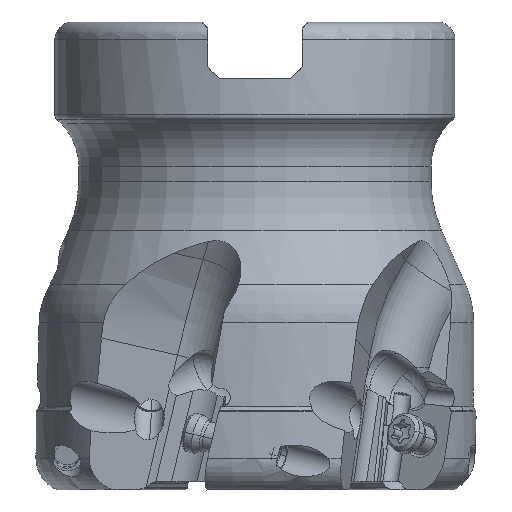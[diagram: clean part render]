
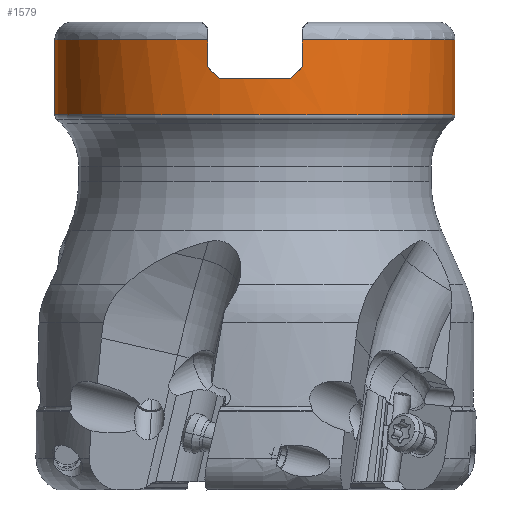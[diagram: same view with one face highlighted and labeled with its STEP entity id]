
A CAD part, front view. The second image highlights one B-rep face of the part: STEP entity #1579.
In plain terms, the highlighted cylindrical face has radius 16.77 mm (diameter 33.54 mm), a partial arc.
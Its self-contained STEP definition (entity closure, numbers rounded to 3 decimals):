
#296=CYLINDRICAL_SURFACE('',#10208,16.77);
#625=FACE_OUTER_BOUND('',#2322,.T.);
#1228=B_SPLINE_CURVE_WITH_KNOTS('',3,(#18051,#18052,#18053,#18054),
 .UNSPECIFIED.,.F.,.F.,(4,4),(0.,1.),.UNSPECIFIED.);
#1229=B_SPLINE_CURVE_WITH_KNOTS('',3,(#18058,#18059,#18060,#18061),
 .UNSPECIFIED.,.F.,.F.,(4,4),(0.,1.),.UNSPECIFIED.);
#1579=ADVANCED_FACE('',(#625),#296,.T.);
#2322=EDGE_LOOP('',(#4585,#4586,#4587,#4588,#4589,#4590,#4591,#4592,#4593,
#4594));
#2974=CIRCLE('',#10196,16.77);
#2979=CIRCLE('',#10205,16.77);
#2980=CIRCLE('',#10206,16.77);
#2981=CIRCLE('',#10207,16.77);
#4585=ORIENTED_EDGE('',*,*,#8008,.T.);
#4586=ORIENTED_EDGE('',*,*,#8009,.T.);
#4587=ORIENTED_EDGE('',*,*,#8010,.T.);
#4588=ORIENTED_EDGE('',*,*,#8011,.F.);
#4589=ORIENTED_EDGE('',*,*,#8012,.F.);
#4590=ORIENTED_EDGE('',*,*,#8013,.F.);
#4591=ORIENTED_EDGE('',*,*,#7982,.T.);
#4592=ORIENTED_EDGE('',*,*,#8014,.T.);
#4593=ORIENTED_EDGE('',*,*,#7980,.T.);
#4594=ORIENTED_EDGE('',*,*,#7992,.T.);
#6787=VERTEX_POINT('',#17942);
#6788=VERTEX_POINT('',#17943);
#6789=VERTEX_POINT('',#17945);
#6790=VERTEX_POINT('',#17947);
#6798=VERTEX_POINT('',#17989);
#6810=VERTEX_POINT('',#18048);
#6811=VERTEX_POINT('',#18055);
#6812=VERTEX_POINT('',#18057);
#6813=VERTEX_POINT('',#18062);
#6814=VERTEX_POINT('',#18064);
#7980=EDGE_CURVE('',#6787,#6788,#8870,.T.);
#7982=EDGE_CURVE('',#6790,#6789,#8871,.T.);
#7992=EDGE_CURVE('',#6788,#6798,#2974,.T.);
#8008=EDGE_CURVE('',#6798,#6810,#8881,.T.);
#8009=EDGE_CURVE('',#6810,#6811,#1228,.T.);
#8010=EDGE_CURVE('',#6811,#6812,#2979,.T.);
#8011=EDGE_CURVE('',#6813,#6812,#1229,.T.);
#8012=EDGE_CURVE('',#6814,#6813,#8882,.T.);
#8013=EDGE_CURVE('',#6790,#6814,#2980,.T.);
#8014=EDGE_CURVE('',#6789,#6787,#2981,.T.);
#8870=LINE('',#17941,#9299);
#8871=LINE('',#17946,#9300);
#8881=LINE('',#18049,#9310);
#8882=LINE('',#18063,#9311);
#9299=VECTOR('',#12060,1.);
#9300=VECTOR('',#12063,1.);
#9310=VECTOR('',#12097,1.);
#9311=VECTOR('',#12102,1.);
#10196=AXIS2_PLACEMENT_3D('',#17990,#12074,#12075);
#10205=AXIS2_PLACEMENT_3D('',#18056,#12100,#12101);
#10206=AXIS2_PLACEMENT_3D('',#18065,#12103,#12104);
#10207=AXIS2_PLACEMENT_3D('',#18066,#12105,#12106);
#10208=AXIS2_PLACEMENT_3D('',#18067,#12107,#12108);
#12060=DIRECTION('',(0.,0.,1.));
#12063=DIRECTION('',(0.,0.,-1.));
#12074=DIRECTION('',(0.,0.,-1.));
#12075=DIRECTION('',(1.,0.,0.));
#12097=DIRECTION('',(0.,0.,-1.));
#12100=DIRECTION('',(0.,0.,-1.));
#12101=DIRECTION('',(0.177,-0.984,0.));
#12102=DIRECTION('',(0.,0.,-1.));
#12103=DIRECTION('',(0.,0.,1.));
#12104=DIRECTION('',(-1.,0.,0.));
#12105=DIRECTION('',(0.,0.,1.));
#12106=DIRECTION('',(-1.,0.,0.));
#12107=DIRECTION('',(0.,0.,-1.));
#12108=DIRECTION('',(-1.,0.,0.));
#17941=CARTESIAN_POINT('',(16.77,0.,-7.793));
#17942=CARTESIAN_POINT('',(16.77,0.,-7.793));
#17943=CARTESIAN_POINT('',(16.77,0.,-1.5));
#17945=CARTESIAN_POINT('',(-16.77,0.,-7.793));
#17946=CARTESIAN_POINT('',(-16.77,0.,-1.5));
#17947=CARTESIAN_POINT('',(-16.77,0.,-1.5));
#17989=CARTESIAN_POINT('',(3.97,-16.293,-1.5));
#17990=CARTESIAN_POINT('',(0.,0.,-1.5));
#18048=CARTESIAN_POINT('',(3.97,-16.293,-3.76));
#18049=CARTESIAN_POINT('',(3.97,-16.293,-1.5));
#18051=CARTESIAN_POINT('',(3.97,-16.293,-3.76));
#18052=CARTESIAN_POINT('',(3.638,-16.374,-4.092));
#18053=CARTESIAN_POINT('',(3.304,-16.445,-4.426));
#18054=CARTESIAN_POINT('',(2.97,-16.505,-4.76));
#18055=CARTESIAN_POINT('',(2.97,-16.505,-4.76));
#18056=CARTESIAN_POINT('',(0.,0.,-4.76));
#18057=CARTESIAN_POINT('',(-2.97,-16.505,-4.76));
#18058=CARTESIAN_POINT('',(-3.97,-16.293,-3.76));
#18059=CARTESIAN_POINT('',(-3.638,-16.374,-4.092));
#18060=CARTESIAN_POINT('',(-3.304,-16.445,-4.426));
#18061=CARTESIAN_POINT('',(-2.97,-16.505,-4.76));
#18062=CARTESIAN_POINT('',(-3.97,-16.293,-3.76));
#18063=CARTESIAN_POINT('',(-3.97,-16.293,-1.5));
#18064=CARTESIAN_POINT('',(-3.97,-16.293,-1.5));
#18065=CARTESIAN_POINT('',(0.,0.,-1.5));
#18066=CARTESIAN_POINT('',(0.,0.,-7.793));
#18067=CARTESIAN_POINT('',(0.,0.,-1.374));
